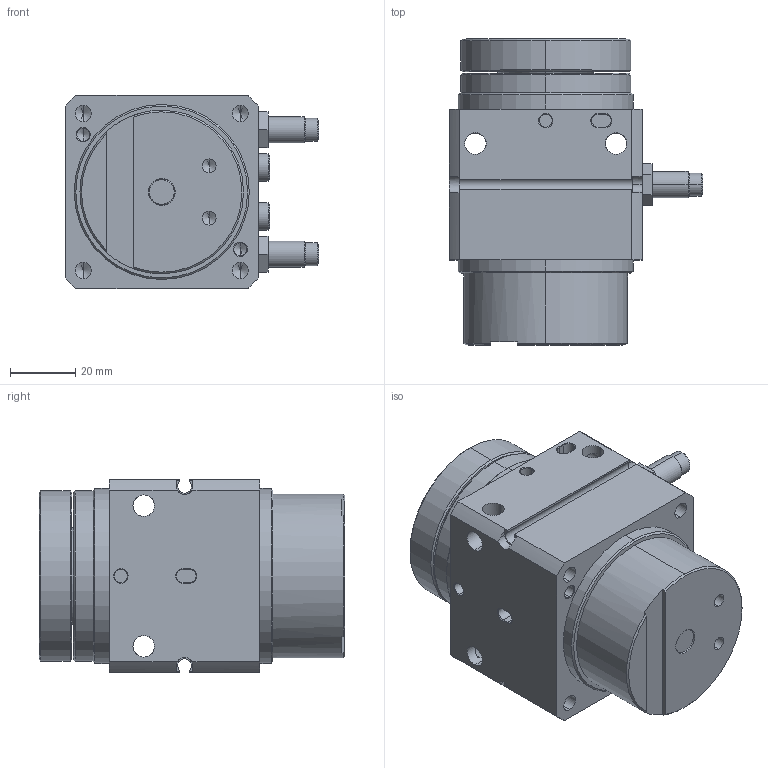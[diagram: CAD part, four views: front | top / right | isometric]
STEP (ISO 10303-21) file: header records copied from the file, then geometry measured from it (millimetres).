
FILE_DESCRIPTION (( 'STEP AP203' ), '1' );
FILE_NAME ('ARP-20.STEP', '2010-11-04T16:19:50', ( 'Utente' ), ( '' ), 'SwSTEP 2.0', 'SolidWorks 2004231', '' );
FILE_SCHEMA (( 'CONFIG_CONTROL_DESIGN' ));
Length unit declared in the file: millimetre
Products named in the file (3): Rotore; Corpo; ARP-20
Assembly tree (2 placements, depth 2):
  ARP-20
    Corpo
    Rotore
Bounding box: 77.5 x 93.5 x 59 mm (x, y, z)
Volume: 186048 mm3; surface area: 50876 mm2
Topology: 2 solids, 2 shells, 326 faces, 800 edges, 481 vertices
Faces by surface type: cylinder 150, cone 89, plane 85, torus 2
Entity records: 10040 total; most frequent: CARTESIAN_POINT 2014, DIRECTION 1703, ORIENTED_EDGE 1552, EDGE_CURVE 776, AXIS2_PLACEMENT_3D 668, VERTEX_POINT 481, EDGE_LOOP 395, VECTOR 367
